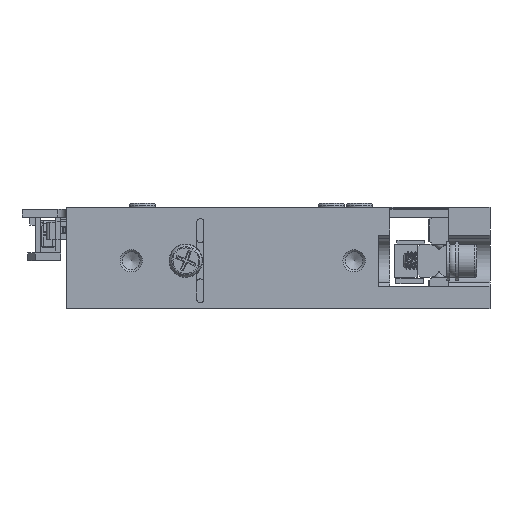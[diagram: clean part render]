
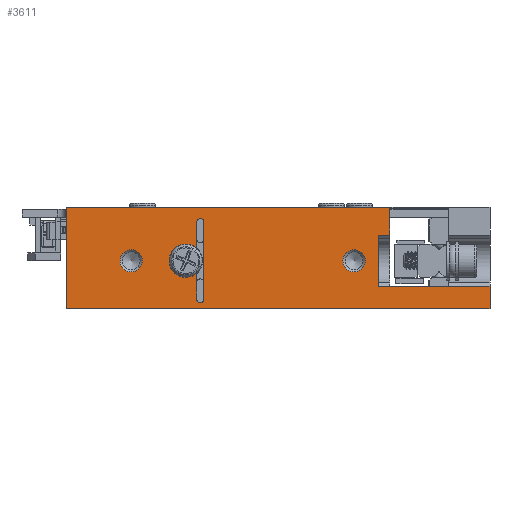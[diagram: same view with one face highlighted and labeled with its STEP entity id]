
A CAD part, left-side view. The second image highlights one B-rep face of the part: STEP entity #3611.
In plain terms, the highlighted planar face has unit normal (-1, 0, 0).
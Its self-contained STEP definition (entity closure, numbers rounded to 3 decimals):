
#995=PLANE('',#55804);
#3247=FACE_BOUND('',#9360,.T.);
#3248=FACE_BOUND('',#9361,.T.);
#3249=FACE_BOUND('',#9362,.T.);
#3250=FACE_BOUND('',#9363,.T.);
#3611=ADVANCED_FACE('',(#3247,#3248,#3249,#3250),#995,.F.);
#9360=EDGE_LOOP('',(#26356));
#9361=EDGE_LOOP('',(#26357));
#9362=EDGE_LOOP('',(#26358,#26359,#26360,#26361,#26362,#26363));
#9363=EDGE_LOOP('',(#26364,#26365,#26366,#26367,#26368,#26369,#26370,#26371,
#26372,#26373,#26374,#26375));
#12280=LINE('',#73811,#19207);
#12281=LINE('',#73816,#19208);
#12282=LINE('',#73820,#19209);
#12283=LINE('',#73823,#19210);
#12284=LINE('',#73826,#19211);
#12285=LINE('',#73828,#19212);
#12286=LINE('',#73830,#19213);
#12287=LINE('',#73832,#19214);
#12288=LINE('',#73834,#19215);
#12289=LINE('',#73836,#19216);
#12290=LINE('',#73838,#19217);
#12291=LINE('',#73840,#19218);
#12292=LINE('',#73842,#19219);
#12293=LINE('',#73844,#19220);
#12294=LINE('',#73846,#19221);
#19207=VECTOR('',#59665,1.);
#19208=VECTOR('',#59668,1.);
#19209=VECTOR('',#59671,1.);
#19210=VECTOR('',#59674,1.);
#19211=VECTOR('',#59675,1.);
#19212=VECTOR('',#59676,1.);
#19213=VECTOR('',#59677,1.);
#19214=VECTOR('',#59678,1.);
#19215=VECTOR('',#59679,1.);
#19216=VECTOR('',#59680,1.);
#19217=VECTOR('',#59681,1.);
#19218=VECTOR('',#59682,1.);
#19219=VECTOR('',#59683,1.);
#19220=VECTOR('',#59684,1.);
#19221=VECTOR('',#59685,1.);
#26356=ORIENTED_EDGE('',*,*,#47092,.T.);
#26357=ORIENTED_EDGE('',*,*,#47093,.T.);
#26358=ORIENTED_EDGE('',*,*,#47094,.F.);
#26359=ORIENTED_EDGE('',*,*,#47095,.T.);
#26360=ORIENTED_EDGE('',*,*,#47096,.F.);
#26361=ORIENTED_EDGE('',*,*,#47097,.F.);
#26362=ORIENTED_EDGE('',*,*,#47098,.F.);
#26363=ORIENTED_EDGE('',*,*,#47099,.F.);
#26364=ORIENTED_EDGE('',*,*,#47100,.F.);
#26365=ORIENTED_EDGE('',*,*,#47101,.T.);
#26366=ORIENTED_EDGE('',*,*,#47102,.F.);
#26367=ORIENTED_EDGE('',*,*,#47103,.F.);
#26368=ORIENTED_EDGE('',*,*,#47104,.T.);
#26369=ORIENTED_EDGE('',*,*,#47105,.T.);
#26370=ORIENTED_EDGE('',*,*,#47106,.T.);
#26371=ORIENTED_EDGE('',*,*,#47107,.T.);
#26372=ORIENTED_EDGE('',*,*,#47108,.T.);
#26373=ORIENTED_EDGE('',*,*,#47109,.F.);
#26374=ORIENTED_EDGE('',*,*,#47110,.T.);
#26375=ORIENTED_EDGE('',*,*,#47111,.T.);
#41854=VERTEX_POINT('',#73808);
#41855=VERTEX_POINT('',#73810);
#41856=VERTEX_POINT('',#73812);
#41857=VERTEX_POINT('',#73813);
#41858=VERTEX_POINT('',#73815);
#41859=VERTEX_POINT('',#73817);
#41860=VERTEX_POINT('',#73819);
#41861=VERTEX_POINT('',#73821);
#41862=VERTEX_POINT('',#73824);
#41863=VERTEX_POINT('',#73825);
#41864=VERTEX_POINT('',#73827);
#41865=VERTEX_POINT('',#73829);
#41866=VERTEX_POINT('',#73831);
#41867=VERTEX_POINT('',#73833);
#41868=VERTEX_POINT('',#73835);
#41869=VERTEX_POINT('',#73837);
#41870=VERTEX_POINT('',#73839);
#41871=VERTEX_POINT('',#73841);
#41872=VERTEX_POINT('',#73843);
#41873=VERTEX_POINT('',#73845);
#47092=EDGE_CURVE('',#41854,#41854,#54855,.T.);
#47093=EDGE_CURVE('',#41855,#41855,#54856,.T.);
#47094=EDGE_CURVE('',#41856,#41857,#12280,.T.);
#47095=EDGE_CURVE('',#41856,#41858,#54857,.T.);
#47096=EDGE_CURVE('',#41859,#41858,#12281,.T.);
#47097=EDGE_CURVE('',#41860,#41859,#54858,.T.);
#47098=EDGE_CURVE('',#41861,#41860,#12282,.T.);
#47099=EDGE_CURVE('',#41857,#41861,#54859,.T.);
#47100=EDGE_CURVE('',#41862,#41863,#12283,.T.);
#47101=EDGE_CURVE('',#41862,#41864,#12284,.T.);
#47102=EDGE_CURVE('',#41865,#41864,#12285,.T.);
#47103=EDGE_CURVE('',#41866,#41865,#12286,.T.);
#47104=EDGE_CURVE('',#41866,#41867,#12287,.T.);
#47105=EDGE_CURVE('',#41867,#41868,#12288,.T.);
#47106=EDGE_CURVE('',#41868,#41869,#12289,.T.);
#47107=EDGE_CURVE('',#41869,#41870,#12290,.T.);
#47108=EDGE_CURVE('',#41870,#41871,#12291,.T.);
#47109=EDGE_CURVE('',#41872,#41871,#12292,.T.);
#47110=EDGE_CURVE('',#41872,#41873,#12293,.T.);
#47111=EDGE_CURVE('',#41873,#41863,#12294,.T.);
#54855=CIRCLE('',#55799,1.);
#54856=CIRCLE('',#55800,1.);
#54857=CIRCLE('',#55801,1.);
#54858=CIRCLE('',#55802,0.325);
#54859=CIRCLE('',#55803,0.325);
#55799=AXIS2_PLACEMENT_3D('',#73807,#59661,#59662);
#55800=AXIS2_PLACEMENT_3D('',#73809,#59663,#59664);
#55801=AXIS2_PLACEMENT_3D('',#73814,#59666,#59667);
#55802=AXIS2_PLACEMENT_3D('',#73818,#59669,#59670);
#55803=AXIS2_PLACEMENT_3D('',#73822,#59672,#59673);
#55804=AXIS2_PLACEMENT_3D('',#73847,#59686,#59687);
#59661=DIRECTION('',(1.,0.,0.));
#59662=DIRECTION('',(0.,1.,0.));
#59663=DIRECTION('',(1.,0.,0.));
#59664=DIRECTION('',(0.,1.,0.));
#59665=DIRECTION('',(0.,0.,-1.));
#59666=DIRECTION('',(1.,0.,0.));
#59667=DIRECTION('',(0.,1.,0.));
#59668=DIRECTION('',(0.,0.,-1.));
#59669=DIRECTION('',(-1.,0.,0.));
#59670=DIRECTION('',(0.,0.,1.));
#59671=DIRECTION('',(0.,0.,1.));
#59672=DIRECTION('',(-1.,0.,0.));
#59673=DIRECTION('',(0.,0.,1.));
#59674=DIRECTION('',(0.,0.,-1.));
#59675=DIRECTION('',(0.,1.,0.));
#59676=DIRECTION('',(0.,0.,1.));
#59677=DIRECTION('',(0.,-1.,0.));
#59678=DIRECTION('',(0.,0.,1.));
#59679=DIRECTION('',(0.,1.,0.));
#59680=DIRECTION('',(0.,0.,1.));
#59681=DIRECTION('',(0.,-1.,0.));
#59682=DIRECTION('',(0.,0.,1.));
#59683=DIRECTION('',(0.,-1.,0.));
#59684=DIRECTION('',(0.,0.,-1.));
#59685=DIRECTION('',(0.,-1.,0.));
#59686=DIRECTION('',(1.,0.,0.));
#59687=DIRECTION('',(0.,1.,0.));
#73807=CARTESIAN_POINT('',(-15.,12.2,4.3));
#73808=CARTESIAN_POINT('',(-15.,13.2,4.3));
#73809=CARTESIAN_POINT('',(-15.,32.2,4.3));
#73810=CARTESIAN_POINT('',(-15.,33.2,4.3));
#73811=CARTESIAN_POINT('',(-15.,26.325,2.35));
#73812=CARTESIAN_POINT('',(-15.,26.325,4.078));
#73813=CARTESIAN_POINT('',(-15.,26.325,0.85));
#73814=CARTESIAN_POINT('',(-15.,27.3,4.3));
#73815=CARTESIAN_POINT('',(-15.,26.325,4.522));
#73816=CARTESIAN_POINT('',(-15.,26.325,2.35));
#73817=CARTESIAN_POINT('',(-15.,26.325,7.75));
#73818=CARTESIAN_POINT('',(-15.,26.,7.75));
#73819=CARTESIAN_POINT('',(-15.,25.675,7.75));
#73820=CARTESIAN_POINT('',(-15.,25.675,0.85));
#73821=CARTESIAN_POINT('',(-15.,25.675,0.85));
#73822=CARTESIAN_POINT('',(-15.,26.,0.85));
#73823=CARTESIAN_POINT('',(-15.,0.,9.1));
#73824=CARTESIAN_POINT('',(-15.,0.,2.009));
#73825=CARTESIAN_POINT('',(-15.,0.,0.));
#73826=CARTESIAN_POINT('',(-15.,3.7,2.009));
#73827=CARTESIAN_POINT('',(-15.,3.7,2.009));
#73828=CARTESIAN_POINT('',(-15.,3.7,2.));
#73829=CARTESIAN_POINT('',(-15.,3.7,2.));
#73830=CARTESIAN_POINT('',(-15.,9.,2.));
#73831=CARTESIAN_POINT('',(-15.,9.,2.));
#73832=CARTESIAN_POINT('',(-15.,9.,2.));
#73833=CARTESIAN_POINT('',(-15.,9.,2.009));
#73834=CARTESIAN_POINT('',(-15.,10.,2.009));
#73835=CARTESIAN_POINT('',(-15.,10.,2.009));
#73836=CARTESIAN_POINT('',(-15.,10.,2.3));
#73837=CARTESIAN_POINT('',(-15.,10.,6.591));
#73838=CARTESIAN_POINT('',(-15.,9.,6.591));
#73839=CARTESIAN_POINT('',(-15.,9.,6.591));
#73840=CARTESIAN_POINT('',(-15.,9.,2.));
#73841=CARTESIAN_POINT('',(-15.,9.,9.1));
#73842=CARTESIAN_POINT('',(-15.,38.,9.1));
#73843=CARTESIAN_POINT('',(-15.,38.,9.1));
#73844=CARTESIAN_POINT('',(-15.,38.,9.1));
#73845=CARTESIAN_POINT('',(-15.,38.,0.));
#73846=CARTESIAN_POINT('',(-15.,38.,0.));
#73847=CARTESIAN_POINT('',(-15.,38.,9.1));
